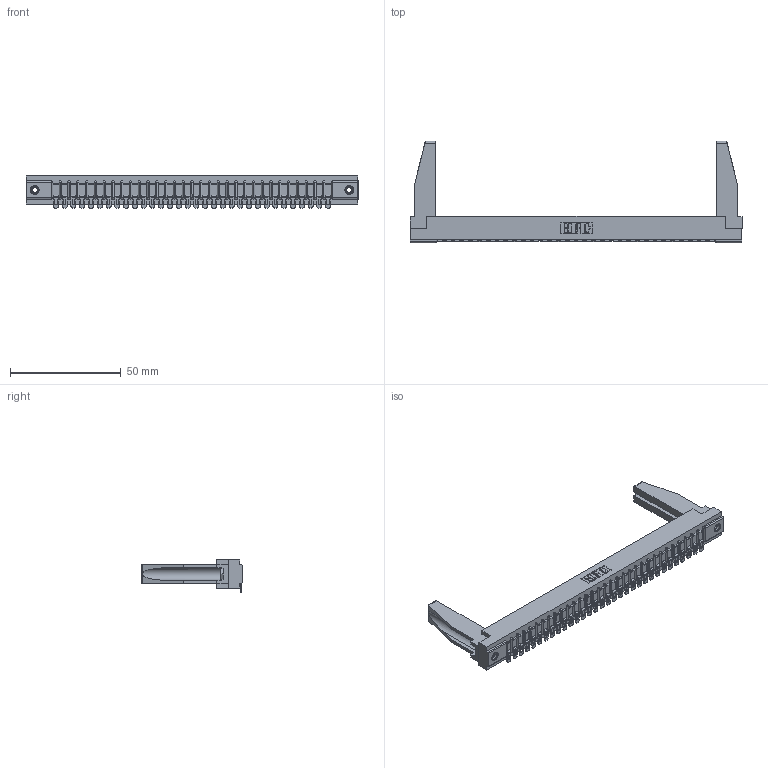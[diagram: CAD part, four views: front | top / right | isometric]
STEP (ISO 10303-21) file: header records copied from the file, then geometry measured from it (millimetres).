
FILE_DESCRIPTION (( 'STEP AP203' ), '1' );
FILE_NAME ('357-032-554-178.STEP', '2019-09-17T04:30:45', ( '' ), ( '' ), 'SwSTEP 2.0', 'SolidWorks 2016', '' );
FILE_SCHEMA (( 'CONFIG_CONTROL_DESIGN' ));
Length unit declared in the file: inch
Products named in the file (5): 307-290-002_554; 345-250-001_345-250-001-102; 357-032-554-178; 307-220-078; 307 Part_.156 Dia Mounting Holes
Assembly tree (37 placements, depth 2):
  357-032-554-178
    307 Part_.156 Dia Mounting Holes
    307-290-002_554  x32
    307-220-078  x2
    345-250-001_345-250-001-102  x2
Bounding box: 149.81 x 45.72 x 14.52 mm (x, y, z)
Volume: 19961.8 mm3; surface area: 23807.7 mm2
Topology: 37 solids, 37 shells, 2873 faces, 8749 edges, 5734 vertices
Faces by surface type: plane 1626, cylinder 1165, sphere 66, cone 12, torus 4
Entity records: 32070 total; most frequent: CARTESIAN_POINT 5408, ORIENTED_EDGE 5354, DIRECTION 5221, EDGE_CURVE 2677, VECTOR 2043, LINE 2043, VERTEX_POINT 1734, AXIS2_PLACEMENT_3D 1589
